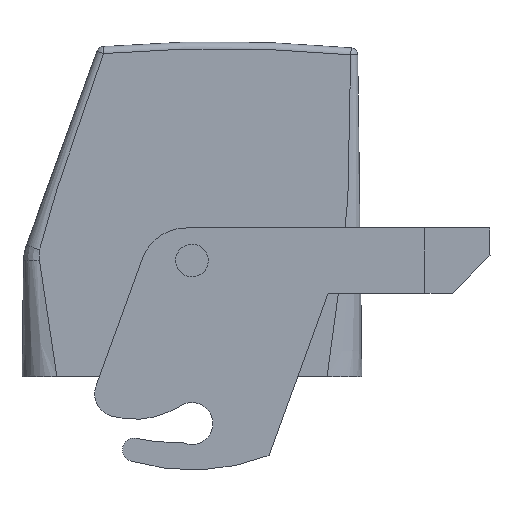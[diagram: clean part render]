
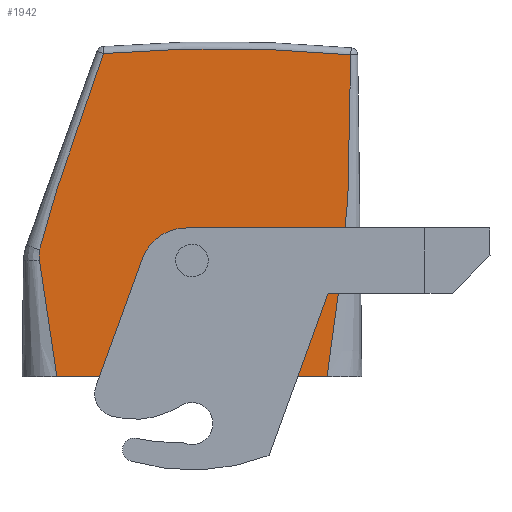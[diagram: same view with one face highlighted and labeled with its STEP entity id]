
A CAD part, left-side view. The second image highlights one B-rep face of the part: STEP entity #1942.
In plain terms, the highlighted planar face has unit normal (-1, 0, 0).
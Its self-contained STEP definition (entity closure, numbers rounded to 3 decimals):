
#1849=AXIS2_PLACEMENT_3D('Plane Axis2P3D',#1846,#1847,#1848) ;
#1913=AXIS2_PLACEMENT_3D('Circle Axis2P3D',#1911,#1912,$) ;
#1926=AXIS2_PLACEMENT_3D('Circle Axis2P3D',#1924,#1925,$) ;
#1935=AXIS2_PLACEMENT_3D('Circle Axis2P3D',#1933,#1934,$) ;
#976=CARTESIAN_POINT('Vertex',(7.,34.987,20.)) ;
#981=CARTESIAN_POINT('Line Origine',(7.,64.001,20.)) ;
#985=CARTESIAN_POINT('Vertex',(7.,93.015,20.)) ;
#1790=CARTESIAN_POINT('Vertex',(7.,29.921,89.176)) ;
#1794=CARTESIAN_POINT('Control Point',(7.,29.921,89.176)) ;
#1795=CARTESIAN_POINT('Control Point',(7.,29.918,86.926)) ;
#1796=CARTESIAN_POINT('Control Point',(7.,29.921,84.676)) ;
#1797=CARTESIAN_POINT('Control Point',(7.,29.932,82.426)) ;
#1798=CARTESIAN_POINT('Control Point',(7.,29.966,77.92)) ;
#1799=CARTESIAN_POINT('Control Point',(7.,30.023,73.413)) ;
#1800=CARTESIAN_POINT('Control Point',(7.,30.059,71.051)) ;
#1801=CARTESIAN_POINT('Control Point',(7.,30.165,65.68)) ;
#1802=CARTESIAN_POINT('Control Point',(7.,30.38,60.312)) ;
#1803=CARTESIAN_POINT('Control Point',(7.,30.561,57.199)) ;
#1804=CARTESIAN_POINT('Control Point',(7.,31.039,50.978)) ;
#1805=CARTESIAN_POINT('Control Point',(7.,31.712,44.767)) ;
#1806=CARTESIAN_POINT('Control Point',(7.,32.09,41.665)) ;
#1807=CARTESIAN_POINT('Control Point',(7.,32.75,36.587)) ;
#1808=CARTESIAN_POINT('Control Point',(7.,33.442,31.512)) ;
#1809=CARTESIAN_POINT('Control Point',(7.,33.713,29.533)) ;
#1810=CARTESIAN_POINT('Control Point',(7.,34.135,26.431)) ;
#1811=CARTESIAN_POINT('Control Point',(7.,34.55,23.327)) ;
#1812=CARTESIAN_POINT('Control Point',(7.,34.697,22.216)) ;
#1813=CARTESIAN_POINT('Control Point',(7.,34.842,21.109)) ;
#1814=CARTESIAN_POINT('Control Point',(7.,34.987,20.)) ;
#1846=CARTESIAN_POINT('Axis2P3D Location',(7.,25.967,-10.8)) ;
#1852=CARTESIAN_POINT('Control Point',(7.,82.985,89.452)) ;
#1853=CARTESIAN_POINT('Control Point',(7.,83.581,87.78)) ;
#1854=CARTESIAN_POINT('Control Point',(7.,84.172,86.114)) ;
#1855=CARTESIAN_POINT('Control Point',(7.,84.755,84.46)) ;
#1856=CARTESIAN_POINT('Control Point',(7.,85.477,82.402)) ;
#1857=CARTESIAN_POINT('Control Point',(7.,86.197,80.334)) ;
#1858=CARTESIAN_POINT('Control Point',(7.,86.388,79.787)) ;
#1859=CARTESIAN_POINT('Control Point',(7.,87.621,76.237)) ;
#1860=CARTESIAN_POINT('Control Point',(7.,88.843,72.685)) ;
#1861=CARTESIAN_POINT('Control Point',(7.,89.924,69.521)) ;
#1862=CARTESIAN_POINT('Control Point',(7.,91.113,66.024)) ;
#1863=CARTESIAN_POINT('Control Point',(7.,92.278,62.519)) ;
#1864=CARTESIAN_POINT('Control Point',(7.,92.367,62.25)) ;
#1865=CARTESIAN_POINT('Control Point',(7.,92.584,61.594)) ;
#1866=CARTESIAN_POINT('Control Point',(7.,92.799,60.942)) ;
#1867=CARTESIAN_POINT('Control Point',(7.,92.903,60.624)) ;
#1868=CARTESIAN_POINT('Control Point',(7.,93.204,59.702)) ;
#1869=CARTESIAN_POINT('Control Point',(7.,93.5,58.779)) ;
#1870=CARTESIAN_POINT('Control Point',(7.,93.693,58.172)) ;
#1871=CARTESIAN_POINT('Control Point',(7.,94.068,56.974)) ;
#1872=CARTESIAN_POINT('Control Point',(7.,94.433,55.774)) ;
#1873=CARTESIAN_POINT('Control Point',(7.,94.609,55.185)) ;
#1874=CARTESIAN_POINT('Control Point',(7.,95.176,53.257)) ;
#1875=CARTESIAN_POINT('Control Point',(7.,95.712,51.321)) ;
#1876=CARTESIAN_POINT('Control Point',(7.,96.069,49.97)) ;
#1877=CARTESIAN_POINT('Control Point',(7.,96.41,48.615)) ;
#1878=CARTESIAN_POINT('Control Point',(7.,96.735,47.257)) ;
#1879=CARTESIAN_POINT('Vertex',(7.,96.735,47.257)) ;
#1881=CARTESIAN_POINT('Vertex',(7.,82.985,89.452)) ;
#1885=CARTESIAN_POINT('Control Point',(7.,96.735,47.257)) ;
#1886=CARTESIAN_POINT('Control Point',(7.,96.822,46.799)) ;
#1887=CARTESIAN_POINT('Control Point',(7.,96.867,46.333)) ;
#1888=CARTESIAN_POINT('Control Point',(7.,96.87,45.865)) ;
#1889=CARTESIAN_POINT('Control Point',(7.,96.828,45.403)) ;
#1890=CARTESIAN_POINT('Control Point',(7.,96.743,44.955)) ;
#1891=CARTESIAN_POINT('Vertex',(7.,96.743,44.955)) ;
#1895=CARTESIAN_POINT('Control Point',(7.,96.743,44.955)) ;
#1896=CARTESIAN_POINT('Control Point',(7.,96.326,41.512)) ;
#1897=CARTESIAN_POINT('Control Point',(7.,95.835,38.072)) ;
#1898=CARTESIAN_POINT('Control Point',(7.,95.298,34.68)) ;
#1899=CARTESIAN_POINT('Control Point',(7.,94.662,30.725)) ;
#1900=CARTESIAN_POINT('Control Point',(7.,94.041,26.763)) ;
#1901=CARTESIAN_POINT('Control Point',(7.,93.975,26.341)) ;
#1902=CARTESIAN_POINT('Control Point',(7.,93.817,25.324)) ;
#1903=CARTESIAN_POINT('Control Point',(7.,93.662,24.312)) ;
#1904=CARTESIAN_POINT('Control Point',(7.,93.586,23.818)) ;
#1905=CARTESIAN_POINT('Control Point',(7.,93.425,22.758)) ;
#1906=CARTESIAN_POINT('Control Point',(7.,93.267,21.7)) ;
#1907=CARTESIAN_POINT('Control Point',(7.,93.182,21.135)) ;
#1908=CARTESIAN_POINT('Control Point',(7.,93.099,20.568)) ;
#1909=CARTESIAN_POINT('Control Point',(7.,93.015,20.)) ;
#1911=CARTESIAN_POINT('Axis2P3D Location',(7.,58.,-208.)) ;
#1924=CARTESIAN_POINT('Axis2P3D Location',(7.,64.,45.)) ;
#1928=CARTESIAN_POINT('Vertex',(7.,61.806,46.199)) ;
#1930=CARTESIAN_POINT('Vertex',(7.,66.194,43.801)) ;
#1933=CARTESIAN_POINT('Axis2P3D Location',(7.,64.,45.)) ;
#982=DIRECTION('Vector Direction',(0.,-1.,0.)) ;
#1847=DIRECTION('Axis2P3D Direction',(-1.,0.,0.)) ;
#1848=DIRECTION('Axis2P3D XDirection',(0.,-0.17,0.985)) ;
#1912=DIRECTION('Axis2P3D Direction',(-1.,0.,0.)) ;
#1925=DIRECTION('Axis2P3D Direction',(-1.,0.,0.)) ;
#1934=DIRECTION('Axis2P3D Direction',(-1.,0.,0.)) ;
#983=VECTOR('Line Direction',#982,1.) ;
#1917=ORIENTED_EDGE('',*,*,#1883,.F.) ;
#1918=ORIENTED_EDGE('',*,*,#1893,.F.) ;
#1919=ORIENTED_EDGE('',*,*,#1910,.F.) ;
#1920=ORIENTED_EDGE('',*,*,#987,.T.) ;
#1921=ORIENTED_EDGE('',*,*,#1815,.T.) ;
#1922=ORIENTED_EDGE('',*,*,#1915,.T.) ;
#1939=ORIENTED_EDGE('',*,*,#1932,.F.) ;
#1940=ORIENTED_EDGE('',*,*,#1937,.F.) ;
#1941=FACE_BOUND('',#1938,.T.) ;
#1942=ADVANCED_FACE('Housing',(#1923,#1941),#1850,.T.) ;
#1793=B_SPLINE_CURVE_WITH_KNOTS('',5,(#1794,#1795,#1796,#1797,#1798,#1799,#1800,#1801,#1802,#1803,#1804,#1805,#1806,#1807,#1808,#1809,#1810,#1811,#1812,#1813,#1814),.UNSPECIFIED.,.F.,.U.,(6,3,3,3,3,3,6),(31.572,42.827,54.115,69.691,85.268,95.221,100.875),.UNSPECIFIED.) ;
#1851=B_SPLINE_CURVE_WITH_KNOTS('',5,(#1852,#1853,#1854,#1855,#1856,#1857,#1858,#1859,#1860,#1861,#1862,#1863,#1864,#1865,#1866,#1867,#1868,#1869,#1870,#1871,#1872,#1873,#1874,#1875,#1876,#1877,#1878),.UNSPECIFIED.,.F.,.U.,(6,3,3,3,3,3,3,3,6),(0.,12.531,15.445,39.025,41.517,43.913,48.45,52.777,62.647),.UNSPECIFIED.) ;
#1884=B_SPLINE_CURVE_WITH_KNOTS('',5,(#1885,#1886,#1887,#1888,#1889,#1890),.UNSPECIFIED.,.F.,.U.,(6,6),(0.,3.276),.UNSPECIFIED.) ;
#1894=B_SPLINE_CURVE_WITH_KNOTS('',5,(#1895,#1896,#1897,#1898,#1899,#1900,#1901,#1902,#1903,#1904,#1905,#1906,#1907,#1908,#1909),.UNSPECIFIED.,.F.,.U.,(6,3,3,3,6),(0.,24.507,28.211,31.774,35.859),.UNSPECIFIED.) ;
#1914=CIRCLE('generated circle',#1913,298.5) ;
#1927=CIRCLE('generated circle',#1926,2.5) ;
#1936=CIRCLE('generated circle',#1935,2.5) ;
#987=EDGE_CURVE('',#986,#977,#984,.T.) ;
#1815=EDGE_CURVE('',#977,#1791,#1793,.F.) ;
#1883=EDGE_CURVE('',#1880,#1882,#1851,.F.) ;
#1893=EDGE_CURVE('',#1892,#1880,#1884,.F.) ;
#1910=EDGE_CURVE('',#986,#1892,#1894,.F.) ;
#1915=EDGE_CURVE('',#1791,#1882,#1914,.T.) ;
#1932=EDGE_CURVE('',#1929,#1931,#1927,.T.) ;
#1937=EDGE_CURVE('',#1931,#1929,#1936,.T.) ;
#1916=EDGE_LOOP('',(#1917,#1918,#1919,#1920,#1921,#1922)) ;
#1938=EDGE_LOOP('',(#1939,#1940)) ;
#1923=FACE_OUTER_BOUND('',#1916,.T.) ;
#984=LINE('Line',#981,#983) ;
#1850=PLANE('',#1849) ;
#977=VERTEX_POINT('',#976) ;
#986=VERTEX_POINT('',#985) ;
#1791=VERTEX_POINT('',#1790) ;
#1880=VERTEX_POINT('',#1879) ;
#1882=VERTEX_POINT('',#1881) ;
#1892=VERTEX_POINT('',#1891) ;
#1929=VERTEX_POINT('',#1928) ;
#1931=VERTEX_POINT('',#1930) ;
